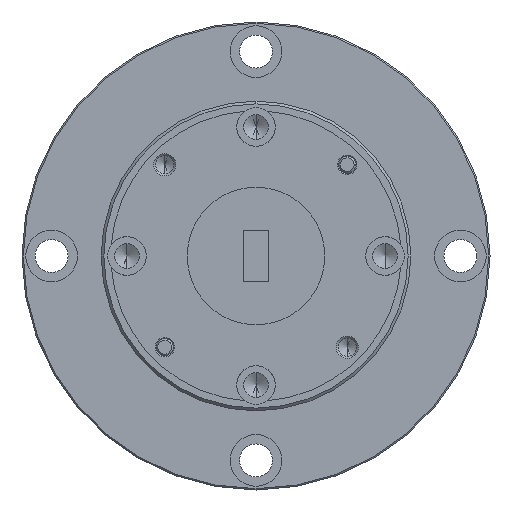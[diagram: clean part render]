
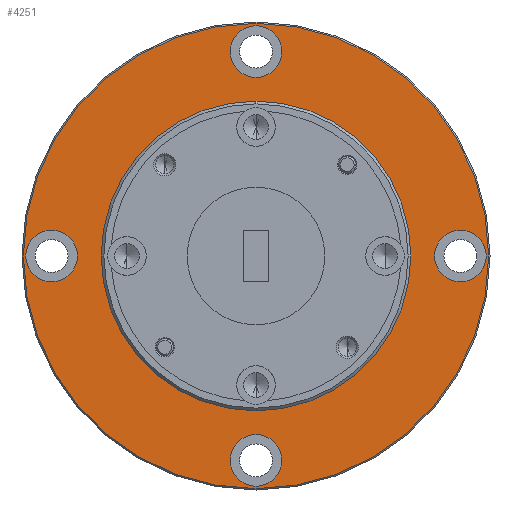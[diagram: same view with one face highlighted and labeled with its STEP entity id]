
A CAD part, left-side view. The second image highlights one B-rep face of the part: STEP entity #4251.
In plain terms, the highlighted planar face has unit normal (-1, 0, 0).
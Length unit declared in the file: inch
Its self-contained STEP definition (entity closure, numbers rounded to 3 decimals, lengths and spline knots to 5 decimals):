
#305 = FACE_BOUND ( 'NONE', #1273, .T. ) ;
#308 = EDGE_CURVE ( 'NONE', #5441, #5293, #5574, .T. ) ;
#365 = EDGE_CURVE ( 'NONE', #1526, #1722, #3823, .T. ) ;
#436 = DIRECTION ( 'NONE',  ( -1., 0., 0. ) ) ;
#555 = DIRECTION ( 'NONE',  ( -1., 0., 0. ) ) ;
#578 = CIRCLE ( 'NONE', #5492, 0.845 ) ;
#622 = CARTESIAN_POINT ( 'NONE',  ( -0.44, 0., 0.845 ) ) ;
#687 = VERTEX_POINT ( 'NONE', #1121 ) ;
#706 = CARTESIAN_POINT ( 'NONE',  ( -0.44, 0., -0.7425 ) ) ;
#729 = DIRECTION ( 'NONE',  ( 0., 0., 1. ) ) ;
#750 = CIRCLE ( 'NONE', #4530, 0.845 ) ;
#760 = EDGE_CURVE ( 'NONE', #2228, #687, #578, .T. ) ;
#839 = DIRECTION ( 'NONE',  ( 0., 0., 1. ) ) ;
#993 = DIRECTION ( 'NONE',  ( 1., 0., 0. ) ) ;
#1121 = CARTESIAN_POINT ( 'NONE',  ( -0.44, 0., -0.845 ) ) ;
#1202 = ORIENTED_EDGE ( 'NONE', *, *, #1294, .F. ) ;
#1273 = EDGE_LOOP ( 'NONE', ( #4780, #3110 ) ) ;
#1285 = CARTESIAN_POINT ( 'NONE',  ( -0.44, 0.7425, 0.09375 ) ) ;
#1293 = CARTESIAN_POINT ( 'NONE',  ( -0.44, 0., -0.64875 ) ) ;
#1294 = EDGE_CURVE ( 'NONE', #3406, #5478, #2779, .T. ) ;
#1378 = EDGE_LOOP ( 'NONE', ( #1202, #1466 ) ) ;
#1391 = CARTESIAN_POINT ( 'NONE',  ( -0.44, 0., 0.5625 ) ) ;
#1403 = CARTESIAN_POINT ( 'NONE',  ( -0.44, 0., -0.7425 ) ) ;
#1429 = ORIENTED_EDGE ( 'NONE', *, *, #3818, .F. ) ;
#1442 = EDGE_LOOP ( 'NONE', ( #1429, #5134 ) ) ;
#1454 = VERTEX_POINT ( 'NONE', #1391 ) ;
#1466 = ORIENTED_EDGE ( 'NONE', *, *, #4809, .F. ) ;
#1526 = VERTEX_POINT ( 'NONE', #1996 ) ;
#1534 = DIRECTION ( 'NONE',  ( -1., 0., 0. ) ) ;
#1551 = CARTESIAN_POINT ( 'NONE',  ( -0.44, 0., -0.5625 ) ) ;
#1558 = DIRECTION ( 'NONE',  ( 0., 0., 1. ) ) ;
#1615 = CIRCLE ( 'NONE', #4951, 0.09375 ) ;
#1649 = CIRCLE ( 'NONE', #2026, 0.5625 ) ;
#1650 = AXIS2_PLACEMENT_3D ( 'NONE', #1403, #2060, #729 ) ;
#1682 = EDGE_LOOP ( 'NONE', ( #3421, #5019 ) ) ;
#1722 = VERTEX_POINT ( 'NONE', #4451 ) ;
#1798 = DIRECTION ( 'NONE',  ( 0., 0., 1. ) ) ;
#1862 = CIRCLE ( 'NONE', #3913, 0.5625 ) ;
#1951 = DIRECTION ( 'NONE',  ( 0., 0., 1. ) ) ;
#1952 = DIRECTION ( 'NONE',  ( -1., 0., 0. ) ) ;
#1973 = DIRECTION ( 'NONE',  ( 0., 0., 1. ) ) ;
#1996 = CARTESIAN_POINT ( 'NONE',  ( -0.44, 0., 0.64875 ) ) ;
#2026 = AXIS2_PLACEMENT_3D ( 'NONE', #3343, #3778, #4646 ) ;
#2060 = DIRECTION ( 'NONE',  ( -1., 0., 0. ) ) ;
#2167 = FACE_BOUND ( 'NONE', #1682, .T. ) ;
#2228 = VERTEX_POINT ( 'NONE', #622 ) ;
#2296 = DIRECTION ( 'NONE',  ( -1., 0., 0. ) ) ;
#2310 = CARTESIAN_POINT ( 'NONE',  ( -0.44, 0., 0. ) ) ;
#2464 = FACE_BOUND ( 'NONE', #4879, .T. ) ;
#2536 = CIRCLE ( 'NONE', #3033, 0.09375 ) ;
#2655 = CARTESIAN_POINT ( 'NONE',  ( -0.44, 0., 0. ) ) ;
#2732 = VERTEX_POINT ( 'NONE', #5079 ) ;
#2761 = CARTESIAN_POINT ( 'NONE',  ( -0.44, 0.7425, 0. ) ) ;
#2779 = CIRCLE ( 'NONE', #5128, 0.09375 ) ;
#2795 = ORIENTED_EDGE ( 'NONE', *, *, #3835, .T. ) ;
#2829 = AXIS2_PLACEMENT_3D ( 'NONE', #3307, #5473, #1951 ) ;
#2902 = EDGE_CURVE ( 'NONE', #1722, #1526, #2953, .T. ) ;
#2953 = CIRCLE ( 'NONE', #5040, 0.09375 ) ;
#2976 = CARTESIAN_POINT ( 'NONE',  ( -0.44, 0.7425, -0.09375 ) ) ;
#3033 = AXIS2_PLACEMENT_3D ( 'NONE', #4583, #5043, #1973 ) ;
#3071 = ORIENTED_EDGE ( 'NONE', *, *, #4674, .T. ) ;
#3110 = ORIENTED_EDGE ( 'NONE', *, *, #365, .F. ) ;
#3126 = VERTEX_POINT ( 'NONE', #1551 ) ;
#3129 = CARTESIAN_POINT ( 'NONE',  ( -0.44, 0., 0. ) ) ;
#3167 = DIRECTION ( 'NONE',  ( 0., 0., 1. ) ) ;
#3214 = VERTEX_POINT ( 'NONE', #4634 ) ;
#3307 = CARTESIAN_POINT ( 'NONE',  ( -0.44, 0., 0.7425 ) ) ;
#3343 = CARTESIAN_POINT ( 'NONE',  ( -0.44, 0., 0. ) ) ;
#3406 = VERTEX_POINT ( 'NONE', #1293 ) ;
#3421 = ORIENTED_EDGE ( 'NONE', *, *, #4764, .F. ) ;
#3778 = DIRECTION ( 'NONE',  ( 1., 0., 0. ) ) ;
#3802 = CARTESIAN_POINT ( 'NONE',  ( -0.44, 0.85, 0. ) ) ;
#3812 = CARTESIAN_POINT ( 'NONE',  ( -0.44, 0., -0.83625 ) ) ;
#3818 = EDGE_CURVE ( 'NONE', #2732, #3214, #3903, .T. ) ;
#3823 = CIRCLE ( 'NONE', #2829, 0.09375 ) ;
#3835 = EDGE_CURVE ( 'NONE', #3126, #1454, #1862, .T. ) ;
#3903 = CIRCLE ( 'NONE', #5166, 0.09375 ) ;
#3913 = AXIS2_PLACEMENT_3D ( 'NONE', #2310, #993, #4000 ) ;
#3984 = DIRECTION ( 'NONE',  ( -1., 0., 0. ) ) ;
#4000 = DIRECTION ( 'NONE',  ( 0., 0., -1. ) ) ;
#4014 = FACE_OUTER_BOUND ( 'NONE', #4103, .T. ) ;
#4030 = FACE_BOUND ( 'NONE', #1378, .T. ) ;
#4041 = FACE_BOUND ( 'NONE', #1442, .T. ) ;
#4048 = DIRECTION ( 'NONE',  ( 0., 0., 1. ) ) ;
#4078 = DIRECTION ( 'NONE',  ( -1., 0., 0. ) ) ;
#4103 = EDGE_LOOP ( 'NONE', ( #3071, #4565 ) ) ;
#4172 = AXIS2_PLACEMENT_3D ( 'NONE', #3802, #436, #839 ) ;
#4251 = ADVANCED_FACE ( 'NONE', ( #4014, #2167, #4030, #4041, #305, #2464 ), #4269, .T. ) ;
#4269 = PLANE ( 'NONE',  #4172 ) ;
#4388 = AXIS2_PLACEMENT_3D ( 'NONE', #2761, #4078, #1558 ) ;
#4410 = DIRECTION ( 'NONE',  ( -1., 0., 0. ) ) ;
#4451 = CARTESIAN_POINT ( 'NONE',  ( -0.44, 0., 0.83625 ) ) ;
#4516 = DIRECTION ( 'NONE',  ( 0., 0., 1. ) ) ;
#4530 = AXIS2_PLACEMENT_3D ( 'NONE', #2655, #3984, #3167 ) ;
#4565 = ORIENTED_EDGE ( 'NONE', *, *, #760, .T. ) ;
#4578 = CIRCLE ( 'NONE', #1650, 0.09375 ) ;
#4583 = CARTESIAN_POINT ( 'NONE',  ( -0.44, 0.7425, 0. ) ) ;
#4634 = CARTESIAN_POINT ( 'NONE',  ( -0.44, -0.7425, -0.09375 ) ) ;
#4646 = DIRECTION ( 'NONE',  ( 0., 0., -1. ) ) ;
#4674 = EDGE_CURVE ( 'NONE', #687, #2228, #750, .T. ) ;
#4764 = EDGE_CURVE ( 'NONE', #5293, #5441, #2536, .T. ) ;
#4780 = ORIENTED_EDGE ( 'NONE', *, *, #2902, .F. ) ;
#4809 = EDGE_CURVE ( 'NONE', #5478, #3406, #4578, .T. ) ;
#4879 = EDGE_LOOP ( 'NONE', ( #2795, #5189 ) ) ;
#4903 = CARTESIAN_POINT ( 'NONE',  ( -0.44, 0., 0.7425 ) ) ;
#4930 = DIRECTION ( 'NONE',  ( 0., 0., 1. ) ) ;
#4951 = AXIS2_PLACEMENT_3D ( 'NONE', #5336, #1534, #4516 ) ;
#5019 = ORIENTED_EDGE ( 'NONE', *, *, #308, .F. ) ;
#5040 = AXIS2_PLACEMENT_3D ( 'NONE', #4903, #4410, #5266 ) ;
#5043 = DIRECTION ( 'NONE',  ( -1., 0., 0. ) ) ;
#5079 = CARTESIAN_POINT ( 'NONE',  ( -0.44, -0.7425, 0.09375 ) ) ;
#5128 = AXIS2_PLACEMENT_3D ( 'NONE', #706, #1952, #4048 ) ;
#5134 = ORIENTED_EDGE ( 'NONE', *, *, #5596, .F. ) ;
#5166 = AXIS2_PLACEMENT_3D ( 'NONE', #5191, #555, #1798 ) ;
#5189 = ORIENTED_EDGE ( 'NONE', *, *, #5452, .T. ) ;
#5191 = CARTESIAN_POINT ( 'NONE',  ( -0.44, -0.7425, 0. ) ) ;
#5266 = DIRECTION ( 'NONE',  ( 0., 0., 1. ) ) ;
#5293 = VERTEX_POINT ( 'NONE', #1285 ) ;
#5336 = CARTESIAN_POINT ( 'NONE',  ( -0.44, -0.7425, 0. ) ) ;
#5441 = VERTEX_POINT ( 'NONE', #2976 ) ;
#5452 = EDGE_CURVE ( 'NONE', #1454, #3126, #1649, .T. ) ;
#5473 = DIRECTION ( 'NONE',  ( -1., 0., 0. ) ) ;
#5478 = VERTEX_POINT ( 'NONE', #3812 ) ;
#5492 = AXIS2_PLACEMENT_3D ( 'NONE', #3129, #2296, #4930 ) ;
#5574 = CIRCLE ( 'NONE', #4388, 0.09375 ) ;
#5596 = EDGE_CURVE ( 'NONE', #3214, #2732, #1615, .T. ) ;
